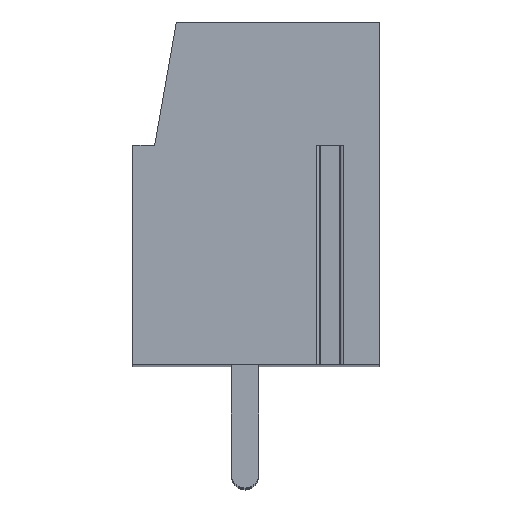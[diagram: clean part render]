
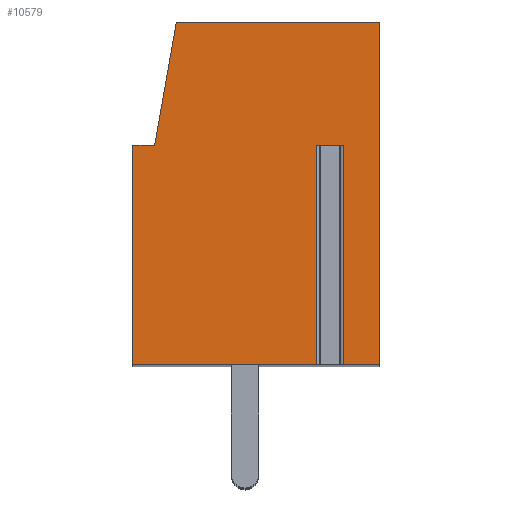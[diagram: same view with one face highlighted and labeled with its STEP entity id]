
A CAD part, top view. The second image highlights one B-rep face of the part: STEP entity #10579.
In plain terms, the highlighted planar face has unit normal (0, 0, 1).
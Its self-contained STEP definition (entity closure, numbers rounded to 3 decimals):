
#309=DIRECTION('',(-1.,0.,0.));
#310=VECTOR('',#309,0.958);
#311=CARTESIAN_POINT('',(3.179,1.75,42.5));
#312=LINE('',#311,#310);
#313=DIRECTION('',(0.,-1.,0.));
#314=VECTOR('',#313,8.);
#315=CARTESIAN_POINT('',(2.221,1.75,42.5));
#316=LINE('',#315,#314);
#317=DIRECTION('',(1.,0.,0.));
#318=VECTOR('',#317,6.721);
#319=CARTESIAN_POINT('',(-4.5,-6.25,42.5));
#320=LINE('',#319,#318);
#321=DIRECTION('',(0.,-1.,0.));
#322=VECTOR('',#321,8.);
#323=CARTESIAN_POINT('',(-4.5,1.75,42.5));
#324=LINE('',#323,#322);
#325=DIRECTION('',(-1.,0.,0.));
#326=VECTOR('',#325,0.8);
#327=CARTESIAN_POINT('',(-3.7,1.75,42.5));
#328=LINE('',#327,#326);
#329=DIRECTION('',(-0.174,-0.985,0.));
#330=VECTOR('',#329,4.569);
#331=CARTESIAN_POINT('',(-2.907,6.25,42.5));
#332=LINE('',#331,#330);
#333=DIRECTION('',(-1.,0.,0.));
#334=VECTOR('',#333,7.407);
#335=CARTESIAN_POINT('',(4.5,6.25,42.5));
#336=LINE('',#335,#334);
#337=DIRECTION('',(0.,1.,0.));
#338=VECTOR('',#337,12.5);
#339=CARTESIAN_POINT('',(4.5,-6.25,42.5));
#340=LINE('',#339,#338);
#341=DIRECTION('',(1.,0.,0.));
#342=VECTOR('',#341,1.321);
#343=CARTESIAN_POINT('',(3.179,-6.25,42.5));
#344=LINE('',#343,#342);
#345=DIRECTION('',(0.,-1.,0.));
#346=VECTOR('',#345,8.);
#347=CARTESIAN_POINT('',(3.179,1.75,42.5));
#348=LINE('',#347,#346);
#8063=CARTESIAN_POINT('',(4.5,-6.25,42.5));
#8064=CARTESIAN_POINT('',(4.5,6.25,42.5));
#8065=VERTEX_POINT('',#8063);
#8066=VERTEX_POINT('',#8064);
#8067=CARTESIAN_POINT('',(-2.907,6.25,42.5));
#8068=VERTEX_POINT('',#8067);
#8069=CARTESIAN_POINT('',(-3.7,1.75,42.5));
#8070=VERTEX_POINT('',#8069);
#8071=CARTESIAN_POINT('',(-4.5,1.75,42.5));
#8072=VERTEX_POINT('',#8071);
#8073=CARTESIAN_POINT('',(-4.5,-6.25,42.5));
#8074=VERTEX_POINT('',#8073);
#8119=CARTESIAN_POINT('',(3.179,1.75,42.5));
#8120=CARTESIAN_POINT('',(2.221,1.75,42.5));
#8121=VERTEX_POINT('',#8119);
#8122=VERTEX_POINT('',#8120);
#8123=CARTESIAN_POINT('',(3.179,-6.25,42.5));
#8124=VERTEX_POINT('',#8123);
#8125=CARTESIAN_POINT('',(2.221,-6.25,42.5));
#8126=VERTEX_POINT('',#8125);
#10555=CARTESIAN_POINT('',(0.,0.,42.5));
#10556=DIRECTION('',(0.,0.,1.));
#10557=DIRECTION('',(1.,0.,0.));
#10558=AXIS2_PLACEMENT_3D('',#10555,#10556,#10557);
#10559=PLANE('',#10558);
#10561=ORIENTED_EDGE('',*,*,#10560,.T.);
#10562=ORIENTED_EDGE('',*,*,#10546,.T.);
#10563=ORIENTED_EDGE('',*,*,#10397,.F.);
#10565=ORIENTED_EDGE('',*,*,#10564,.F.);
#10567=ORIENTED_EDGE('',*,*,#10566,.F.);
#10569=ORIENTED_EDGE('',*,*,#10568,.F.);
#10571=ORIENTED_EDGE('',*,*,#10570,.F.);
#10573=ORIENTED_EDGE('',*,*,#10572,.F.);
#10574=ORIENTED_EDGE('',*,*,#10376,.F.);
#10576=ORIENTED_EDGE('',*,*,#10575,.F.);
#10577=EDGE_LOOP('',(#10561,#10562,#10563,#10565,#10567,#10569,#10571,#10573,
#10574,#10576));
#10578=FACE_OUTER_BOUND('',#10577,.F.);
#10376=EDGE_CURVE('',#8124,#8065,#344,.T.);
#10397=EDGE_CURVE('',#8074,#8126,#320,.T.);
#10546=EDGE_CURVE('',#8122,#8126,#316,.T.);
#10560=EDGE_CURVE('',#8121,#8122,#312,.T.);
#10564=EDGE_CURVE('',#8072,#8074,#324,.T.);
#10566=EDGE_CURVE('',#8070,#8072,#328,.T.);
#10568=EDGE_CURVE('',#8068,#8070,#332,.T.);
#10570=EDGE_CURVE('',#8066,#8068,#336,.T.);
#10572=EDGE_CURVE('',#8065,#8066,#340,.T.);
#10575=EDGE_CURVE('',#8121,#8124,#348,.T.);
#10579=ADVANCED_FACE('',(#10578),#10559,.T.);
